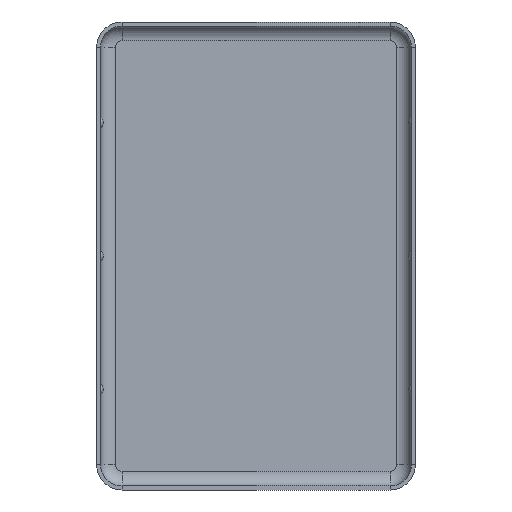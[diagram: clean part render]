
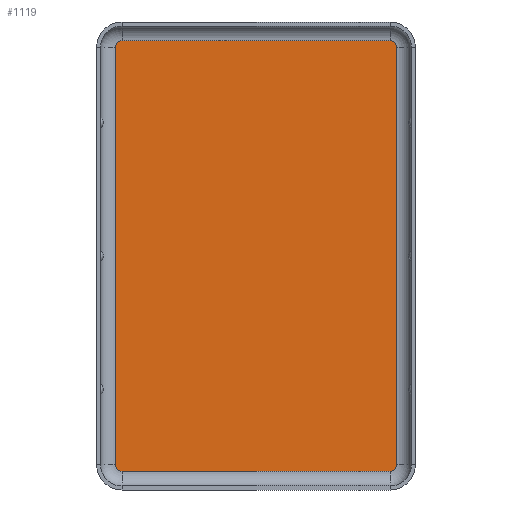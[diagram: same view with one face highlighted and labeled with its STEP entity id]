
A CAD part, front view. The second image highlights one B-rep face of the part: STEP entity #1119.
In plain terms, the highlighted planar face has unit normal (0, -1, 0).
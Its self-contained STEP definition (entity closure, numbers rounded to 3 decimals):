
#21 = DIRECTION ( 'NONE',  ( 0., 0., 1. ) ) ;
#32 = DIRECTION ( 'NONE',  ( 0., -1., 0. ) ) ;
#45 = CIRCLE ( 'NONE', #934, 0.5 ) ;
#52 = ORIENTED_EDGE ( 'NONE', *, *, #339, .T. ) ;
#65 = ORIENTED_EDGE ( 'NONE', *, *, #562, .T. ) ;
#113 = CARTESIAN_POINT ( 'NONE',  ( 10.55, 0., 15.65 ) ) ;
#139 = ORIENTED_EDGE ( 'NONE', *, *, #614, .T. ) ;
#179 = CARTESIAN_POINT ( 'NONE',  ( -10.05, 0., -15.65 ) ) ;
#186 = LINE ( 'NONE', #1332, #1660 ) ;
#289 = VECTOR ( 'NONE', #1265, 1000. ) ;
#339 = EDGE_CURVE ( 'NONE', #1386, #1667, #45, .T. ) ;
#348 = EDGE_CURVE ( 'NONE', #791, #606, #1123, .T. ) ;
#409 = CARTESIAN_POINT ( 'NONE',  ( 10.05, 0., -16.15 ) ) ;
#417 = LINE ( 'NONE', #1077, #1164 ) ;
#429 = ORIENTED_EDGE ( 'NONE', *, *, #1656, .F. ) ;
#479 = DIRECTION ( 'NONE',  ( 0., 0., -1. ) ) ;
#524 = CARTESIAN_POINT ( 'NONE',  ( 10.05, 0., 16.15 ) ) ;
#562 = EDGE_CURVE ( 'NONE', #771, #1370, #1307, .T. ) ;
#596 = LINE ( 'NONE', #1305, #656 ) ;
#606 = VERTEX_POINT ( 'NONE', #612 ) ;
#612 = CARTESIAN_POINT ( 'NONE',  ( -10.05, 0., 16.15 ) ) ;
#614 = EDGE_CURVE ( 'NONE', #791, #1386, #186, .T. ) ;
#656 = VECTOR ( 'NONE', #1025, 1000. ) ;
#692 = CARTESIAN_POINT ( 'NONE',  ( -10.55, 0., 15.65 ) ) ;
#707 = CARTESIAN_POINT ( 'NONE',  ( 10.05, 0., -15.65 ) ) ;
#734 = ORIENTED_EDGE ( 'NONE', *, *, #1042, .F. ) ;
#745 = DIRECTION ( 'NONE',  ( 0., -1., 0. ) ) ;
#771 = VERTEX_POINT ( 'NONE', #113 ) ;
#791 = VERTEX_POINT ( 'NONE', #692 ) ;
#827 = FACE_OUTER_BOUND ( 'NONE', #838, .T. ) ;
#838 = EDGE_LOOP ( 'NONE', ( #734, #1330, #429, #65, #1160, #1211, #139, #52 ) ) ;
#888 = AXIS2_PLACEMENT_3D ( 'NONE', #908, #745, #1751 ) ;
#908 = CARTESIAN_POINT ( 'NONE',  ( 10.05, 0., 15.65 ) ) ;
#919 = DIRECTION ( 'NONE',  ( 0., 0., -1. ) ) ;
#934 = AXIS2_PLACEMENT_3D ( 'NONE', #179, #1156, #21 ) ;
#1013 = CARTESIAN_POINT ( 'NONE',  ( 10.55, 0., -15.65 ) ) ;
#1025 = DIRECTION ( 'NONE',  ( 0., 0., -1. ) ) ;
#1042 = EDGE_CURVE ( 'NONE', #1835, #1667, #1506, .T. ) ;
#1077 = CARTESIAN_POINT ( 'NONE',  ( 10.05, 0., 16.15 ) ) ;
#1118 = AXIS2_PLACEMENT_3D ( 'NONE', #1301, #1132, #1310 ) ;
#1119 = ADVANCED_FACE ( 'NONE', ( #827 ), #1591, .T. ) ;
#1121 = AXIS2_PLACEMENT_3D ( 'NONE', #1626, #32, #919 ) ;
#1123 = CIRCLE ( 'NONE', #1118, 0.5 ) ;
#1132 = DIRECTION ( 'NONE',  ( 0., 1., 0. ) ) ;
#1156 = DIRECTION ( 'NONE',  ( 0., -1., 0. ) ) ;
#1160 = ORIENTED_EDGE ( 'NONE', *, *, #1235, .T. ) ;
#1164 = VECTOR ( 'NONE', #1515, 1000. ) ;
#1211 = ORIENTED_EDGE ( 'NONE', *, *, #348, .F. ) ;
#1235 = EDGE_CURVE ( 'NONE', #1370, #606, #417, .T. ) ;
#1265 = DIRECTION ( 'NONE',  ( -1., 0., 0. ) ) ;
#1301 = CARTESIAN_POINT ( 'NONE',  ( -10.05, 0., 15.65 ) ) ;
#1305 = CARTESIAN_POINT ( 'NONE',  ( 10.55, 0., 0. ) ) ;
#1307 = CIRCLE ( 'NONE', #888, 0.5 ) ;
#1310 = DIRECTION ( 'NONE',  ( 0., 0., -1. ) ) ;
#1330 = ORIENTED_EDGE ( 'NONE', *, *, #1700, .F. ) ;
#1332 = CARTESIAN_POINT ( 'NONE',  ( -10.55, 0., 0. ) ) ;
#1370 = VERTEX_POINT ( 'NONE', #524 ) ;
#1386 = VERTEX_POINT ( 'NONE', #1509 ) ;
#1435 = CARTESIAN_POINT ( 'NONE',  ( 10.05, 0., -16.15 ) ) ;
#1440 = DIRECTION ( 'NONE',  ( 0., 0., 1. ) ) ;
#1459 = CIRCLE ( 'NONE', #1607, 0.5 ) ;
#1506 = LINE ( 'NONE', #409, #289 ) ;
#1509 = CARTESIAN_POINT ( 'NONE',  ( -10.55, 0., -15.65 ) ) ;
#1515 = DIRECTION ( 'NONE',  ( -1., 0., 0. ) ) ;
#1591 = PLANE ( 'NONE',  #1121 ) ;
#1607 = AXIS2_PLACEMENT_3D ( 'NONE', #707, #1732, #1440 ) ;
#1626 = CARTESIAN_POINT ( 'NONE',  ( 10.05, 0., -15.65 ) ) ;
#1656 = EDGE_CURVE ( 'NONE', #771, #1834, #596, .T. ) ;
#1660 = VECTOR ( 'NONE', #479, 1000. ) ;
#1667 = VERTEX_POINT ( 'NONE', #1744 ) ;
#1700 = EDGE_CURVE ( 'NONE', #1834, #1835, #1459, .T. ) ;
#1732 = DIRECTION ( 'NONE',  ( 0., 1., 0. ) ) ;
#1744 = CARTESIAN_POINT ( 'NONE',  ( -10.05, 0., -16.15 ) ) ;
#1751 = DIRECTION ( 'NONE',  ( 0., 0., -1. ) ) ;
#1834 = VERTEX_POINT ( 'NONE', #1013 ) ;
#1835 = VERTEX_POINT ( 'NONE', #1435 ) ;
